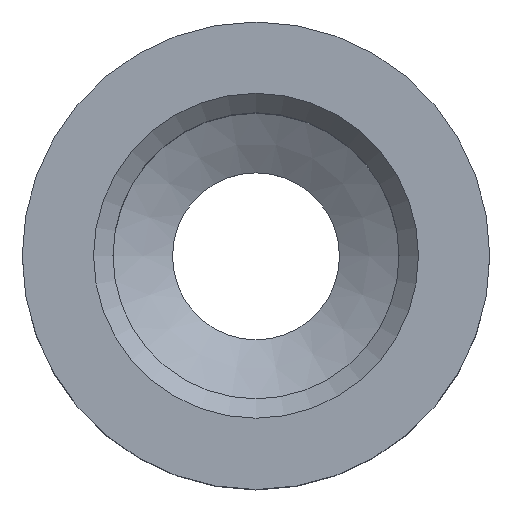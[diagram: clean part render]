
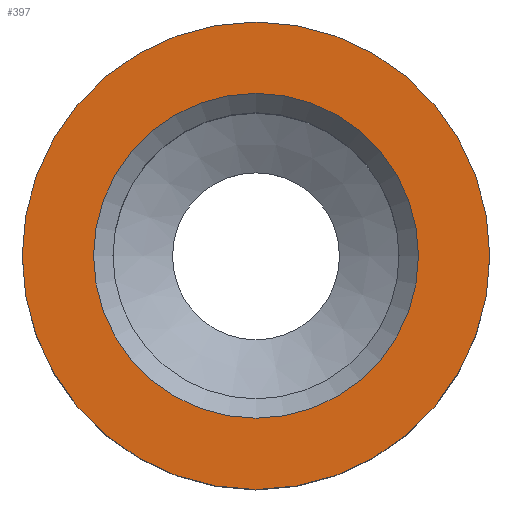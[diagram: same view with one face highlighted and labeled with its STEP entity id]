
A CAD part, top view. The second image highlights one B-rep face of the part: STEP entity #397.
In plain terms, the highlighted planar face has unit normal (0, 0, 1).
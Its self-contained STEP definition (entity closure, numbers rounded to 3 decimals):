
#51=PLANE('',#447);
#69=CIRCLE('',#448,4.864);
#70=CIRCLE('',#449,7.);
#105=ORIENTED_EDGE('',*,*,#201,.T.);
#106=ORIENTED_EDGE('',*,*,#202,.F.);
#201=EDGE_CURVE('',#243,#243,#69,.T.);
#202=EDGE_CURVE('',#244,#244,#70,.T.);
#243=VERTEX_POINT('',#689);
#244=VERTEX_POINT('',#691);
#285=EDGE_LOOP('',(#105));
#286=EDGE_LOOP('',(#106));
#335=FACE_BOUND('',#285,.T.);
#336=FACE_BOUND('',#286,.T.);
#397=ADVANCED_FACE('',(#335,#336),#51,.T.);
#447=AXIS2_PLACEMENT_3D('',#687,#516,#517);
#448=AXIS2_PLACEMENT_3D('',#688,#518,#519);
#449=AXIS2_PLACEMENT_3D('',#690,#520,#521);
#516=DIRECTION('',(0.,0.,1.));
#517=DIRECTION('',(1.,0.,0.));
#518=DIRECTION('',(0.,0.,-1.));
#519=DIRECTION('',(-1.,0.,0.));
#520=DIRECTION('',(0.,0.,-1.));
#521=DIRECTION('',(-1.,0.,0.));
#687=CARTESIAN_POINT('',(0.,7.,0.));
#688=CARTESIAN_POINT('',(0.,0.,0.));
#689=CARTESIAN_POINT('',(-4.864,0.,0.));
#690=CARTESIAN_POINT('',(0.,0.,0.));
#691=CARTESIAN_POINT('',(-7.,0.,0.));
